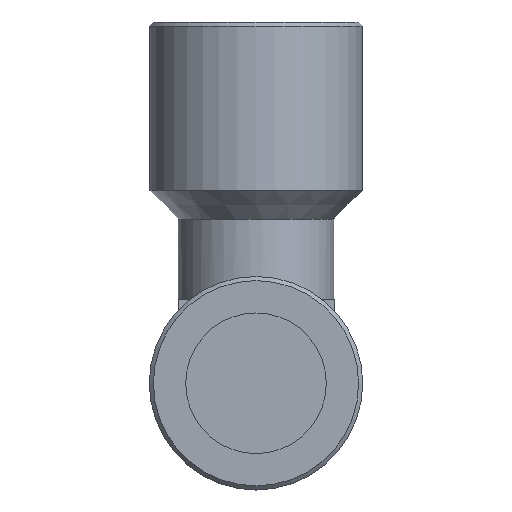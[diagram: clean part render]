
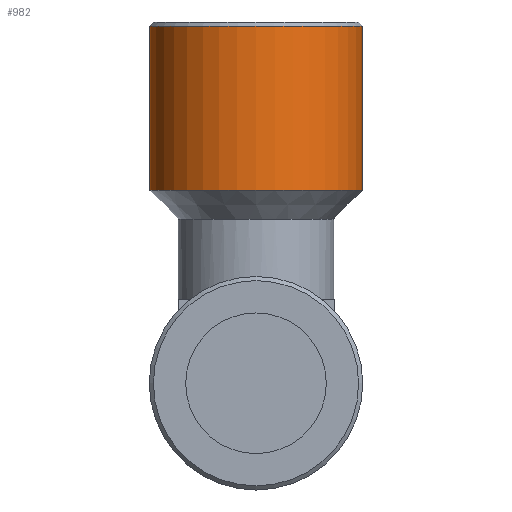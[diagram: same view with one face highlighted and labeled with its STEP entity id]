
A CAD part, left-side view. The second image highlights one B-rep face of the part: STEP entity #982.
In plain terms, the highlighted cylindrical face has radius 6.5 mm (diameter 13 mm), a full revolution.
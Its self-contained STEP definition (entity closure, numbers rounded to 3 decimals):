
#197=ORIENTED_EDGE('',*,*,#361,.T.);
#198=ORIENTED_EDGE('',*,*,#362,.T.);
#361=EDGE_CURVE('',#442,#442,#491,.T.);
#362=EDGE_CURVE('',#443,#443,#492,.F.);
#442=VERTEX_POINT('',#1413);
#443=VERTEX_POINT('',#1415);
#491=CIRCLE('',#1066,6.5);
#492=CIRCLE('',#1067,6.5);
#514=EDGE_LOOP('',(#197));
#515=EDGE_LOOP('',(#198));
#582=FACE_BOUND('',#514,.T.);
#583=FACE_BOUND('',#515,.T.);
#638=CYLINDRICAL_SURFACE('',#1065,6.5);
#982=ADVANCED_FACE('',(#582,#583),#638,.T.);
#1065=AXIS2_PLACEMENT_3D('',#1411,#1199,#1200);
#1066=AXIS2_PLACEMENT_3D('',#1412,#1201,#1202);
#1067=AXIS2_PLACEMENT_3D('',#1414,#1203,#1204);
#1199=DIRECTION('',(0.,0.,-1.));
#1200=DIRECTION('',(-1.,0.,0.));
#1201=DIRECTION('',(0.,0.,-1.));
#1202=DIRECTION('',(-1.,0.,0.));
#1203=DIRECTION('',(0.,0.,-1.));
#1204=DIRECTION('',(-1.,0.,0.));
#1411=CARTESIAN_POINT('',(0.,0.,22.));
#1412=CARTESIAN_POINT('',(0.,0.,21.75));
#1413=CARTESIAN_POINT('',(-6.5,0.,21.75));
#1414=CARTESIAN_POINT('',(0.,0.,11.75));
#1415=CARTESIAN_POINT('',(-6.5,0.,11.75));
